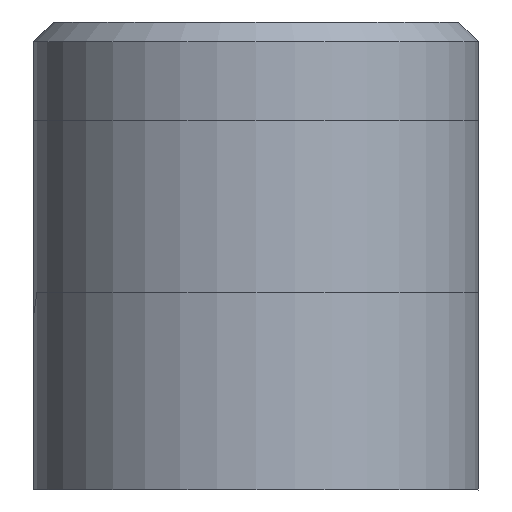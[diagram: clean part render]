
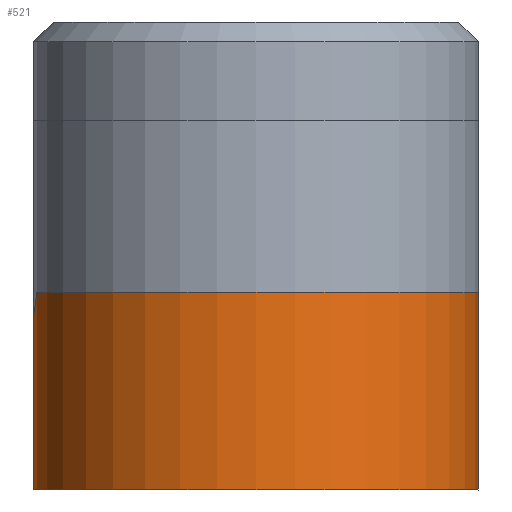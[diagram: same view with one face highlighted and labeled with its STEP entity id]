
A CAD part, left-side view. The second image highlights one B-rep face of the part: STEP entity #521.
In plain terms, the highlighted cylindrical face has radius 4.5 mm (diameter 9 mm), a full revolution.
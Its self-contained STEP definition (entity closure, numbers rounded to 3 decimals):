
#25=CYLINDRICAL_SURFACE('',#584,4.5);
#76=FACE_OUTER_BOUND('',#111,.T.);
#111=EDGE_LOOP('',(#468,#469,#470,#471,#472,#473,#474));
#156=LINE('',#890,#202);
#160=LINE('',#911,#206);
#202=VECTOR('',#707,1000.);
#206=VECTOR('',#733,4.5);
#226=CIRCLE('',#582,4.5);
#228=CIRCLE('',#585,4.5);
#229=CIRCLE('',#586,4.5);
#230=CIRCLE('',#587,4.5);
#265=VERTEX_POINT('',#879);
#267=VERTEX_POINT('',#887);
#268=VERTEX_POINT('',#889);
#272=VERTEX_POINT('',#903);
#274=VERTEX_POINT('',#909);
#333=EDGE_CURVE('',#268,#267,#156,.T.);
#340=EDGE_CURVE('',#272,#272,#226,.T.);
#342=EDGE_CURVE('',#268,#265,#228,.T.);
#343=EDGE_CURVE('',#274,#267,#229,.T.);
#344=EDGE_CURVE('',#274,#272,#160,.T.);
#345=EDGE_CURVE('',#265,#274,#230,.F.);
#468=ORIENTED_EDGE('',*,*,#342,.F.);
#469=ORIENTED_EDGE('',*,*,#333,.T.);
#470=ORIENTED_EDGE('',*,*,#343,.F.);
#471=ORIENTED_EDGE('',*,*,#344,.T.);
#472=ORIENTED_EDGE('',*,*,#340,.T.);
#473=ORIENTED_EDGE('',*,*,#344,.F.);
#474=ORIENTED_EDGE('',*,*,#345,.F.);
#521=ADVANCED_FACE('',(#76),#25,.T.);
#582=AXIS2_PLACEMENT_3D('',#904,#723,#724);
#584=AXIS2_PLACEMENT_3D('',#907,#727,#728);
#585=AXIS2_PLACEMENT_3D('',#908,#729,#730);
#586=AXIS2_PLACEMENT_3D('',#910,#731,#732);
#587=AXIS2_PLACEMENT_3D('',#912,#734,#735);
#707=DIRECTION('',(0.,0.,1.));
#723=DIRECTION('center_axis',(0.,0.,1.));
#724=DIRECTION('ref_axis',(0.,-1.,0.));
#727=DIRECTION('center_axis',(0.,0.,1.));
#728=DIRECTION('ref_axis',(1.,0.,0.));
#729=DIRECTION('center_axis',(0.,0.,1.));
#730=DIRECTION('ref_axis',(0.,1.,0.));
#731=DIRECTION('center_axis',(0.,0.,1.));
#732=DIRECTION('ref_axis',(1.,0.,0.));
#733=DIRECTION('',(0.,0.,-1.));
#734=DIRECTION('center_axis',(0.,0.,
-1.));
#735=DIRECTION('ref_axis',(0.,1.,0.));
#879=CARTESIAN_POINT('',(-13.623,74.701,4.05));
#887=CARTESIAN_POINT('',(-13.623,65.701,4.55));
#889=CARTESIAN_POINT('',(-13.623,65.701,3.55));
#890=CARTESIAN_POINT('',(-13.623,65.701,0.55));
#903=CARTESIAN_POINT('',(-18.123,70.201,0.55));
#904=CARTESIAN_POINT('Origin',(-13.623,70.201,0.55));
#907=CARTESIAN_POINT('Origin',(-13.623,70.201,0.55));
#908=CARTESIAN_POINT('Origin',(-13.623,70.201,3.55));
#909=CARTESIAN_POINT('',(-18.123,70.201,4.55));
#910=CARTESIAN_POINT('Origin',(-13.623,70.201,4.55));
#911=CARTESIAN_POINT('',(-18.123,70.201,0.55));
#912=CARTESIAN_POINT('Origin',(-13.623,70.201,4.55));
